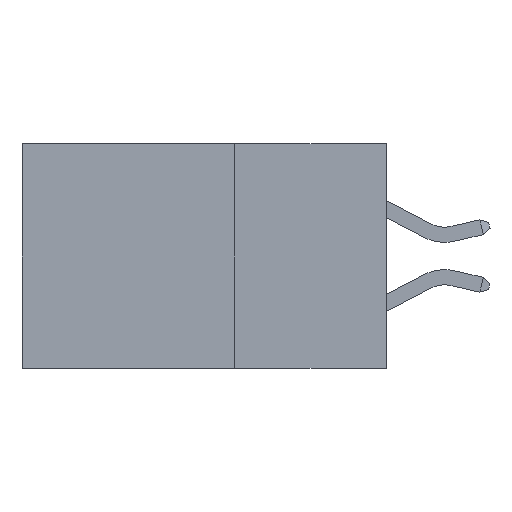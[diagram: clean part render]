
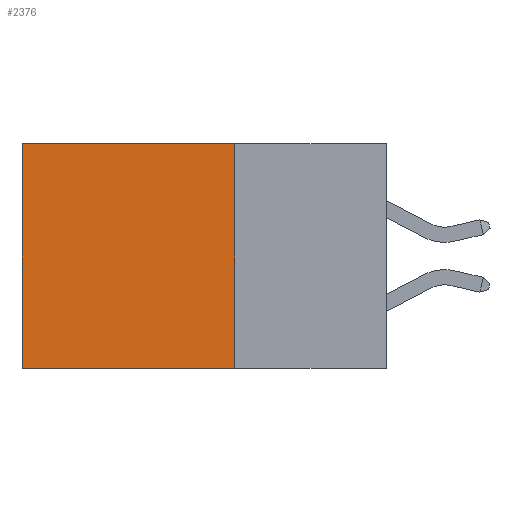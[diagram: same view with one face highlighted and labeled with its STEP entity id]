
A CAD part, left-side view. The second image highlights one B-rep face of the part: STEP entity #2376.
In plain terms, the highlighted planar face has unit normal (-1, 0, 0).
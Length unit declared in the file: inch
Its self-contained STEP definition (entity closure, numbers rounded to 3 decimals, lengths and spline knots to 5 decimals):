
#236 = FACE_OUTER_BOUND ( 'NONE', #300, .T. ) ;
#300 = EDGE_LOOP ( 'NONE', ( #25174, #3307, #15522, #5247 ) ) ;
#2225 = CARTESIAN_POINT ( 'NONE',  ( 0.2615, 0.25, -0.37 ) ) ;
#2376 = ADVANCED_FACE ( 'NONE', ( #236 ), #2491, .F. ) ;
#2491 = PLANE ( 'NONE',  #2595 ) ;
#2595 = AXIS2_PLACEMENT_3D ( 'NONE', #2225, #19388, #21771 ) ;
#2793 = VERTEX_POINT ( 'NONE', #25826 ) ;
#3122 = CARTESIAN_POINT ( 'NONE',  ( 0.2615, 0.6, -0.37 ) ) ;
#3307 = ORIENTED_EDGE ( 'NONE', *, *, #12142, .F. ) ;
#3597 = VERTEX_POINT ( 'NONE', #3122 ) ;
#5247 = ORIENTED_EDGE ( 'NONE', *, *, #21266, .T. ) ;
#7418 = CARTESIAN_POINT ( 'NONE',  ( 0.2615, 0.25, 0. ) ) ;
#7908 = EDGE_CURVE ( 'NONE', #13232, #18472, #19140, .T. ) ;
#8238 = CARTESIAN_POINT ( 'NONE',  ( 0.2615, 0.25, 0. ) ) ;
#8895 = CARTESIAN_POINT ( 'NONE',  ( 0.2615, 0.6, -0.37 ) ) ;
#9044 = DIRECTION ( 'NONE',  ( 0., 0., -1. ) ) ;
#9356 = CARTESIAN_POINT ( 'NONE',  ( 0.2615, 0.25, -0.37 ) ) ;
#12142 = EDGE_CURVE ( 'NONE', #18472, #3597, #18802, .T. ) ;
#12669 = EDGE_CURVE ( 'NONE', #2793, #3597, #25782, .T. ) ;
#13232 = VERTEX_POINT ( 'NONE', #7418 ) ;
#15522 = ORIENTED_EDGE ( 'NONE', *, *, #7908, .F. ) ;
#16833 = DIRECTION ( 'NONE',  ( 0., 1., 0. ) ) ;
#18472 = VERTEX_POINT ( 'NONE', #9356 ) ;
#18802 = LINE ( 'NONE', #27390, #24662 ) ;
#18831 = VECTOR ( 'NONE', #9044, 39.37008 ) ;
#19011 = DIRECTION ( 'NONE',  ( 0., 0., -1. ) ) ;
#19140 = LINE ( 'NONE', #25869, #25932 ) ;
#19388 = DIRECTION ( 'NONE',  ( 1., 0., 0. ) ) ;
#19738 = VECTOR ( 'NONE', #22866, 39.37008 ) ;
#21266 = EDGE_CURVE ( 'NONE', #13232, #2793, #27509, .T. ) ;
#21771 = DIRECTION ( 'NONE',  ( 0., 0., -1. ) ) ;
#22866 = DIRECTION ( 'NONE',  ( 0., 1., 0. ) ) ;
#24662 = VECTOR ( 'NONE', #16833, 39.37008 ) ;
#25174 = ORIENTED_EDGE ( 'NONE', *, *, #12669, .T. ) ;
#25782 = LINE ( 'NONE', #8895, #18831 ) ;
#25826 = CARTESIAN_POINT ( 'NONE',  ( 0.2615, 0.6, 0. ) ) ;
#25869 = CARTESIAN_POINT ( 'NONE',  ( 0.2615, 0.25, -0.37 ) ) ;
#25932 = VECTOR ( 'NONE', #19011, 39.37008 ) ;
#27390 = CARTESIAN_POINT ( 'NONE',  ( 0.2615, 0.25, -0.37 ) ) ;
#27509 = LINE ( 'NONE', #8238, #19738 ) ;
